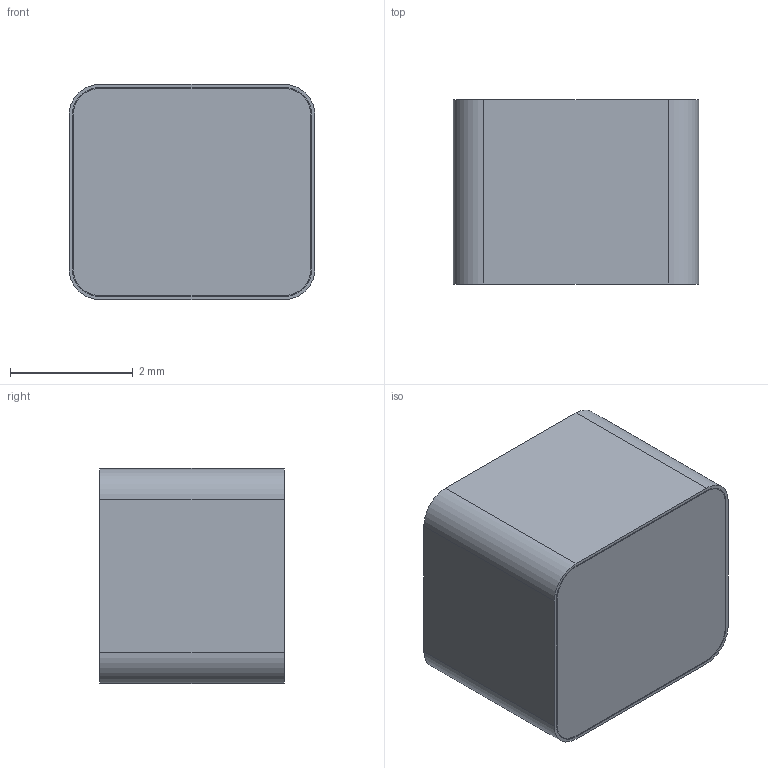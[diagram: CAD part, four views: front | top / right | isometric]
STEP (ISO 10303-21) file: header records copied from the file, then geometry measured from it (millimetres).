
FILE_DESCRIPTION( ( 'Unknown' ), '1' );
FILE_NAME( '3029040030035.stp', 'Unknown', ( 'Unknown' ), ( 'Unknown' ), 'PSStep 20.0.26', 'Unknown', ' ' );
FILE_SCHEMA( ( 'AUTOMOTIVE_DESIGN { 1 0 10303 214 1 1 1 1 }' ) );
Length unit declared in the file: millimetre
Products named in the file (4): Assem1; Surface-Film; BondingAgent; Sponge(core)
Assembly tree (3 placements, depth 2):
  Assem1
    Surface-Film
    BondingAgent
    Sponge(core)
Bounding box: 4 x 3 x 3.5 mm (x, y, z)
Volume: 41.4 mm3; surface area: 235.4 mm2
Topology: 3 solids, 3 shells, 46 faces, 120 edges, 80 vertices
Faces by surface type: plane 26, cylinder 20
Entity records: 1870 total; most frequent: DIRECTION 260, CARTESIAN_POINT 250, ORIENTED_EDGE 240, EDGE_CURVE 120, AXIS2_PLACEMENT_3D 90, VERTEX_POINT 80, LINE 80, VECTOR 80
